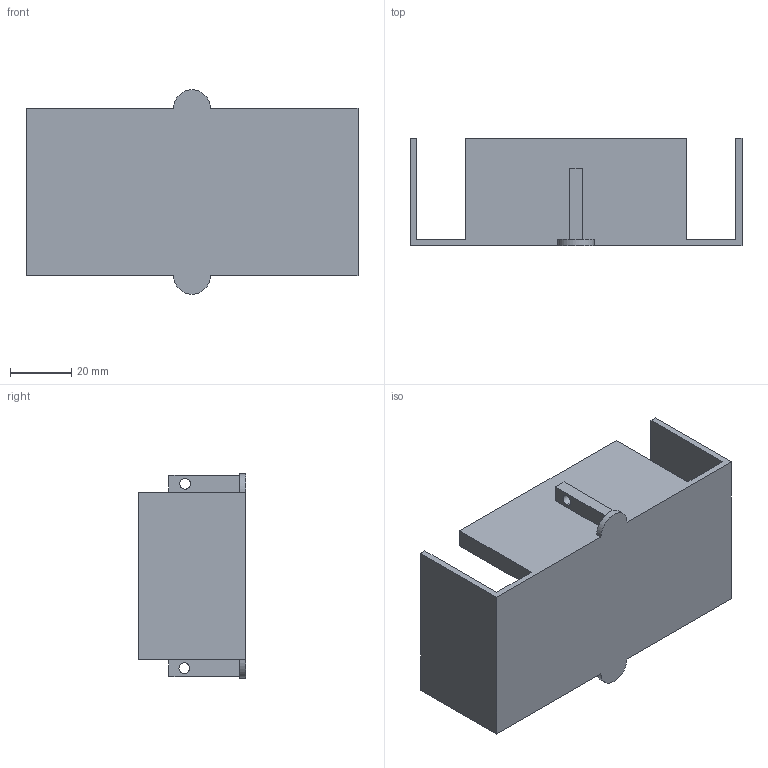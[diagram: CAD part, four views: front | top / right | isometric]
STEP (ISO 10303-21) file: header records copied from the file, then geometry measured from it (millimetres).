
FILE_DESCRIPTION (( 'STEP AP203' ), '1' );
FILE_NAME ('10186 Rev A.STEP', '2023-08-17T18:16:15', ( '' ), ( '' ), 'SwSTEP 2.0', 'SolidWorks 2022', '' );
FILE_SCHEMA (( 'CONFIG_CONTROL_DESIGN' ));
Length unit declared in the file: millimetre
Products named in the file (1): 10186 Rev A
Bounding box: 108 x 35 x 66.5 mm (x, y, z)
Volume: 31119.2 mm3; surface area: 31545.1 mm2
Topology: 1 solids, 1 shells, 47 faces, 135 edges, 90 vertices
Faces by surface type: plane 40, cylinder 7
Entity records: 1608 total; most frequent: CARTESIAN_POINT 273, ORIENTED_EDGE 270, DIRECTION 245, EDGE_CURVE 135, LINE 121, VECTOR 121, VERTEX_POINT 90, AXIS2_PLACEMENT_3D 62
